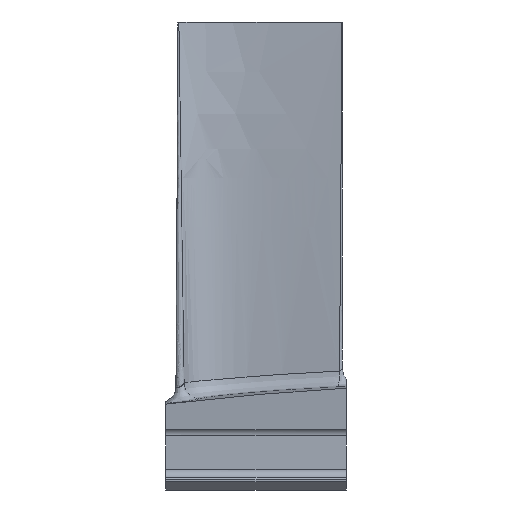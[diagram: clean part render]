
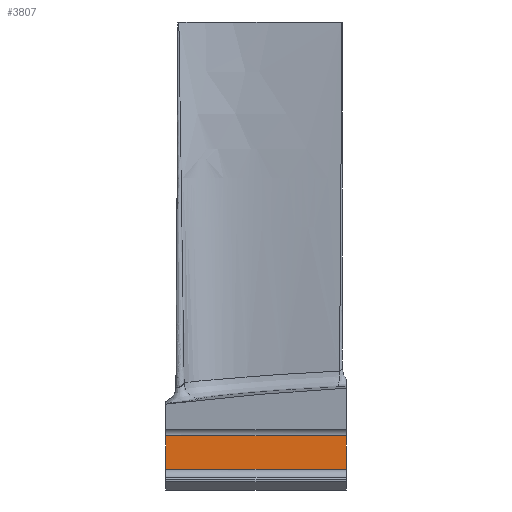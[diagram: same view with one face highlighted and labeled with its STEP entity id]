
A CAD part, front view. The second image highlights one B-rep face of the part: STEP entity #3807.
In plain terms, the highlighted free-form (B-spline) face has degree [1, 1] with [2, 2] control points.
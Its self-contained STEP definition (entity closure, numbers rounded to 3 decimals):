
#3418 = VERTEX_POINT('',#3419);
#3419 = CARTESIAN_POINT('',(-7.797,-2.127,
    -4.818));
#3425 = EDGE_CURVE('',#3426,#3418,#3428,.T.);
#3426 = VERTEX_POINT('',#3427);
#3427 = CARTESIAN_POINT('',(-7.797,-2.127,
    -10.633));
#3428 = B_SPLINE_CURVE_WITH_KNOTS('',1,(#3429,#3430),.UNSPECIFIED.,.F.,
  .F.,(2,2),(0.,4.102),.PIECEWISE_BEZIER_KNOTS.);
#3429 = CARTESIAN_POINT('',(-7.797,-2.127,
    -10.633));
#3430 = CARTESIAN_POINT('',(-7.797,-2.127,
    -4.818));
#3540 = VERTEX_POINT('',#3541);
#3541 = CARTESIAN_POINT('',(23.392,-2.127,
    -10.633));
#3547 = EDGE_CURVE('',#3548,#3540,#3550,.T.);
#3548 = VERTEX_POINT('',#3549);
#3549 = CARTESIAN_POINT('',(23.392,-2.127,
    -4.818));
#3550 = B_SPLINE_CURVE_WITH_KNOTS('',1,(#3551,#3552),.UNSPECIFIED.,.F.,
  .F.,(2,2),(0.,4.102),.PIECEWISE_BEZIER_KNOTS.);
#3551 = CARTESIAN_POINT('',(23.392,-2.127,
    -4.818));
#3552 = CARTESIAN_POINT('',(23.392,-2.127,
    -10.633));
#3794 = EDGE_CURVE('',#3540,#3426,#3795,.T.);
#3795 = B_SPLINE_CURVE_WITH_KNOTS('',1,(#3796,#3797),.UNSPECIFIED.,.F.,
  .F.,(2,2),(0.,22.),.PIECEWISE_BEZIER_KNOTS.);
#3796 = CARTESIAN_POINT('',(23.392,-2.127,
    -10.633));
#3797 = CARTESIAN_POINT('',(-7.797,-2.127,
    -10.633));
#3807 = ADVANCED_FACE('',(#3808),#3818,.F.);
#3808 = FACE_BOUND('',#3809,.F.);
#3809 = EDGE_LOOP('',(#3810,#3811,#3816,#3817));
#3810 = ORIENTED_EDGE('',*,*,#3425,.T.);
#3811 = ORIENTED_EDGE('',*,*,#3812,.F.);
#3812 = EDGE_CURVE('',#3548,#3418,#3813,.T.);
#3813 = B_SPLINE_CURVE_WITH_KNOTS('',1,(#3814,#3815),.UNSPECIFIED.,.F.,
  .F.,(2,2),(0.,22.),.PIECEWISE_BEZIER_KNOTS.);
#3814 = CARTESIAN_POINT('',(23.392,-2.127,
    -4.818));
#3815 = CARTESIAN_POINT('',(-7.797,-2.127,
    -4.818));
#3816 = ORIENTED_EDGE('',*,*,#3547,.T.);
#3817 = ORIENTED_EDGE('',*,*,#3794,.T.);
#3818 = B_SPLINE_SURFACE_WITH_KNOTS('',1,1,(
    (#3819,#3820)
    ,(#3821,#3822
    )),.UNSPECIFIED.,.F.,.F.,.F.,(2,2),(2,2),(0.,1.),(0.,1.),
  .PIECEWISE_BEZIER_KNOTS.);
#3819 = CARTESIAN_POINT('',(23.392,-2.127,
    -4.818));
#3820 = CARTESIAN_POINT('',(-7.797,-2.127,
    -4.818));
#3821 = CARTESIAN_POINT('',(23.392,-2.127,
    -10.633));
#3822 = CARTESIAN_POINT('',(-7.797,-2.127,
    -10.633));
